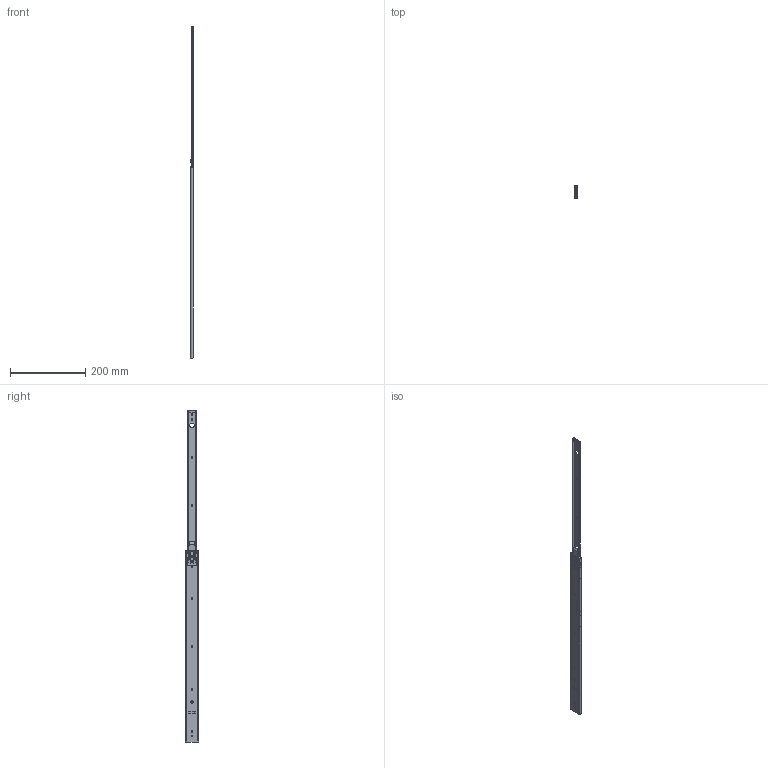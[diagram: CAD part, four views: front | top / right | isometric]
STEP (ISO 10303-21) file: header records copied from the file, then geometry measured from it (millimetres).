
FILE_DESCRIPTION(/* description */ ('Teilauszug Serie 016 508x374'),/* implementation_level */ '2;1');
FILE_NAME(/* name */ '07000053006.stp',/* time_stamp */ '2020-06-19T14:02:00+02:00',/* author */ ('Dennis Bruder'),/* organization */ (''),/* preprocessor_version */ 'ST-DEVELOPER v18',/* originating_system */ 'Autodesk Inventor 2020',/* authorisation */ '');
FILE_SCHEMA (('AUTOMOTIVE_DESIGN { 1 0 10303 214 3 1 1 }'));
Products named in the file (1): 07000053006
Bounding box: 9.5 x 35.2 x 882.1 mm (x, y, z)
Volume: 68169.8 mm3; surface area: 106468 mm2
Topology: 41 solids, 41 shells, 2401 faces, 7229 edges, 4653 vertices
Faces by surface type: plane 888, cylinder 592, bspline 463, cone 218, torus 192, sphere 48
Full cylindrical faces by diameter (mm): 4 x18, 4.9 x2, 5 x3, 6 x1, 12.7 x1
Entity records: 100538 total; most frequent: CARTESIAN_POINT 38113, ORIENTED_EDGE 13954, DIRECTION 10933, EDGE_CURVE 6977, VERTEX_POINT 4581, AXIS2_PLACEMENT_3D 4092, LINE 2749, VECTOR 2749
